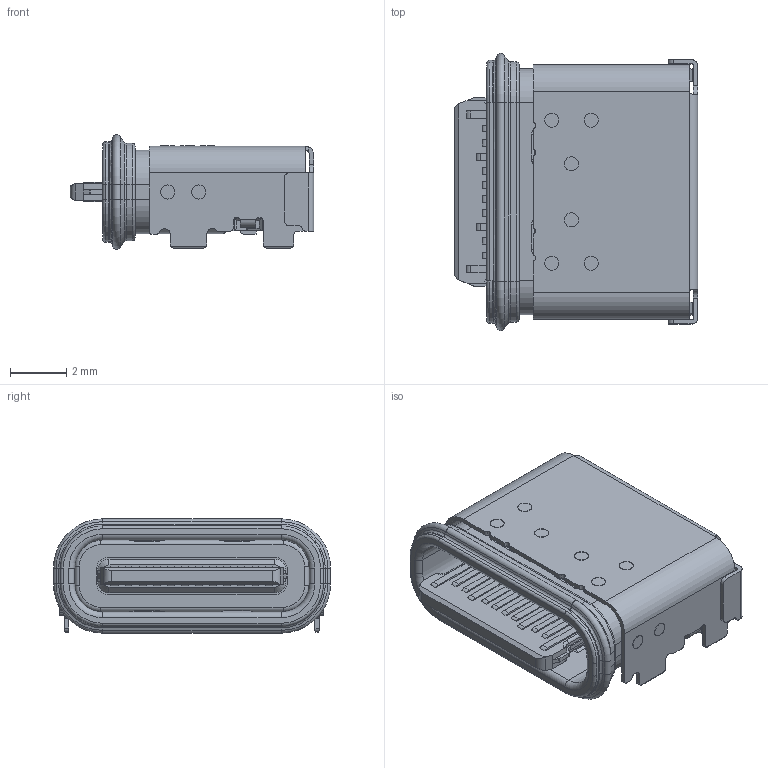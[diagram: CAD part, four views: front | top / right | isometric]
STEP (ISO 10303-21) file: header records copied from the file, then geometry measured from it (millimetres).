
FILE_DESCRIPTION (( 'STEP AP214' ), '1' );
FILE_NAME ('HG37-060-AB-00.STEP', '2023-02-02T02:37:06', ( '' ), ( '' ), 'SwSTEP 2.0', 'SolidWorks 2022', '' );
FILE_SCHEMA (( 'AUTOMOTIVE_DESIGN' ));
Length unit declared in the file: millimetre
Products named in the file (1): HG37-060-AB-00
Bounding box: 8.65 x 9.85 x 4.06 mm (x, y, z)
Volume: 111.7 mm3; surface area: 618.9 mm2
Topology: 3 solids, 8 shells, 1191 faces, 3083 edges, 1924 vertices
Faces by surface type: plane 706, cylinder 361, torus 50, bspline 32, sphere 24, cone 18
Entity records: 48772 total; most frequent: CARTESIAN_POINT 8763, ORIENTED_EDGE 6166, DIRECTION 5943, EDGE_CURVE 3083, VECTOR 2073, LINE 2073, AXIS2_PLACEMENT_3D 1935, VERTEX_POINT 1924
